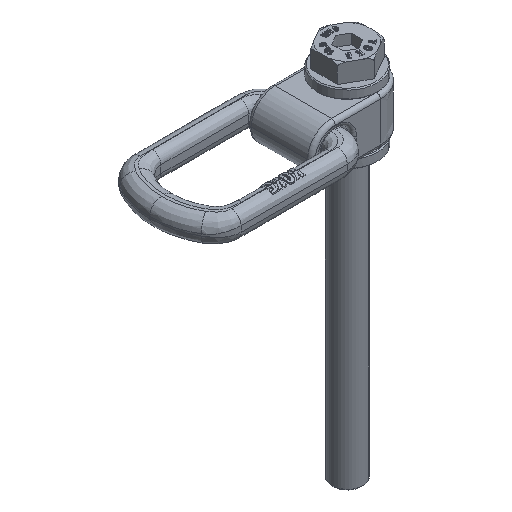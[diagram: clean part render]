
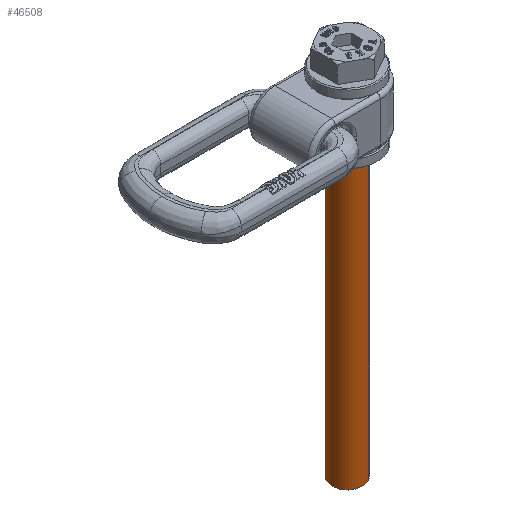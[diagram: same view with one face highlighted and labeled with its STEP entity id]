
A CAD part, isometric view. The second image highlights one B-rep face of the part: STEP entity #46508.
In plain terms, the highlighted cylindrical face has radius 8 mm (diameter 16 mm), a partial arc.
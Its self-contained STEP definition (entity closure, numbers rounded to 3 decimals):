
#46432=AXIS2_PLACEMENT_3D('Circle Axis2P3D',#46430,#46431,$) ;
#46469=AXIS2_PLACEMENT_3D('Cylinder Axis2P3D',#46466,#46467,#46468) ;
#46499=AXIS2_PLACEMENT_3D('Circle Axis2P3D',#46497,#46498,$) ;
#46403=CARTESIAN_POINT('Vertex',(3.835,-10.6,7.021)) ;
#46410=CARTESIAN_POINT('Vertex',(-3.835,-10.6,-7.021)) ;
#46430=CARTESIAN_POINT('Axis2P3D Location',(0.,-10.6,0.)) ;
#46466=CARTESIAN_POINT('Axis2P3D Location',(0.,-102.5,0.)) ;
#46471=CARTESIAN_POINT('Line Origine',(-3.835,-102.5,-7.021)) ;
#46475=CARTESIAN_POINT('Vertex',(-3.835,-194.,-7.021)) ;
#46478=CARTESIAN_POINT('Line Origine',(3.835,-102.5,7.021)) ;
#46482=CARTESIAN_POINT('Vertex',(3.835,-194.,7.021)) ;
#46497=CARTESIAN_POINT('Axis2P3D Location',(0.,-194.,0.)) ;
#46431=DIRECTION('Axis2P3D Direction',(0.,1.,0.)) ;
#46467=DIRECTION('Axis2P3D Direction',(0.,1.,0.)) ;
#46468=DIRECTION('Axis2P3D XDirection',(0.479,-0.,0.878)) ;
#46472=DIRECTION('Vector Direction',(0.,1.,0.)) ;
#46479=DIRECTION('Vector Direction',(0.,1.,0.)) ;
#46498=DIRECTION('Axis2P3D Direction',(0.,1.,0.)) ;
#46473=VECTOR('Line Direction',#46472,1.) ;
#46480=VECTOR('Line Direction',#46479,1.) ;
#46503=ORIENTED_EDGE('',*,*,#46484,.F.) ;
#46504=ORIENTED_EDGE('',*,*,#46434,.F.) ;
#46505=ORIENTED_EDGE('',*,*,#46477,.T.) ;
#46506=ORIENTED_EDGE('',*,*,#46501,.T.) ;
#46508=ADVANCED_FACE('\X2\672C9AD4\X0\.2',(#46507),#46470,.T.) ;
#46433=CIRCLE('generated circle',#46432,8.) ;
#46500=CIRCLE('generated circle',#46499,8.) ;
#46470=CYLINDRICAL_SURFACE('generated cylinder',#46469,8.) ;
#46434=EDGE_CURVE('',#46411,#46404,#46433,.T.) ;
#46477=EDGE_CURVE('',#46411,#46476,#46474,.F.) ;
#46484=EDGE_CURVE('',#46404,#46483,#46481,.F.) ;
#46501=EDGE_CURVE('',#46476,#46483,#46500,.T.) ;
#46502=EDGE_LOOP('',(#46503,#46504,#46505,#46506)) ;
#46507=FACE_OUTER_BOUND('',#46502,.T.) ;
#46474=LINE('Line',#46471,#46473) ;
#46481=LINE('Line',#46478,#46480) ;
#46404=VERTEX_POINT('',#46403) ;
#46411=VERTEX_POINT('',#46410) ;
#46476=VERTEX_POINT('',#46475) ;
#46483=VERTEX_POINT('',#46482) ;
